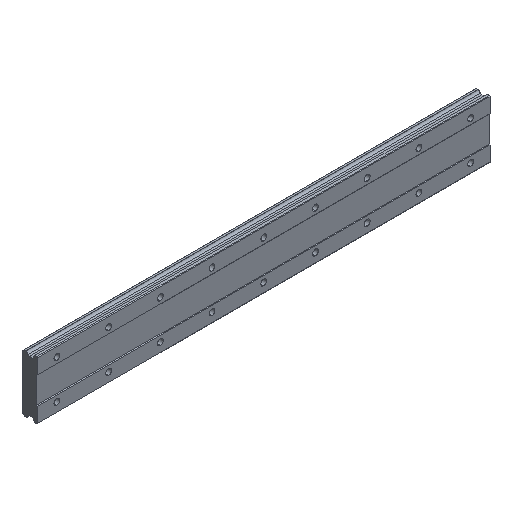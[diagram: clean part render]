
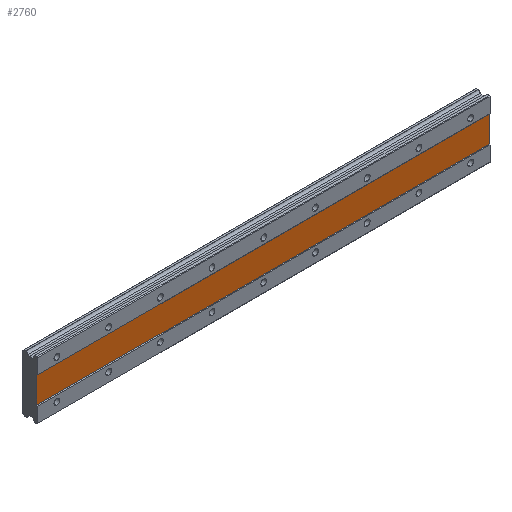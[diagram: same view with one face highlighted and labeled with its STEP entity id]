
A CAD part, isometric view. The second image highlights one B-rep face of the part: STEP entity #2760.
In plain terms, the highlighted planar face has unit normal (0, -1, 0).
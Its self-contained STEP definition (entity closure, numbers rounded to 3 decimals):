
#153 = ORIENTED_EDGE ( 'NONE', *, *, #3017, .T. ) ;
#176 = PLANE ( 'NONE',  #1679 ) ;
#182 = DIRECTION ( 'NONE',  ( 1., 0., 0. ) ) ;
#183 = LINE ( 'NONE', #2369, #1039 ) ;
#190 = ORIENTED_EDGE ( 'NONE', *, *, #359, .F. ) ;
#359 = EDGE_CURVE ( 'NONE', #3536, #3184, #1112, .T. ) ;
#469 = CARTESIAN_POINT ( 'NONE',  ( -30., 1., 20. ) ) ;
#499 = DIRECTION ( 'NONE',  ( 0., 1., 0. ) ) ;
#636 = ORIENTED_EDGE ( 'NONE', *, *, #988, .F. ) ;
#710 = ORIENTED_EDGE ( 'NONE', *, *, #2243, .F. ) ;
#768 = FACE_OUTER_BOUND ( 'NONE', #2555, .T. ) ;
#854 = DIRECTION ( 'NONE',  ( 0., 0., -1. ) ) ;
#983 = VECTOR ( 'NONE', #182, 1000. ) ;
#988 = EDGE_CURVE ( 'NONE', #1441, #3536, #183, .T. ) ;
#1039 = VECTOR ( 'NONE', #2285, 1000. ) ;
#1112 = LINE ( 'NONE', #2343, #2879 ) ;
#1389 = DIRECTION ( 'NONE',  ( 0., 0., 1. ) ) ;
#1441 = VERTEX_POINT ( 'NONE', #3228 ) ;
#1491 = LINE ( 'NONE', #3920, #3011 ) ;
#1662 = CARTESIAN_POINT ( 'NONE',  ( 670., 1., 20. ) ) ;
#1679 = AXIS2_PLACEMENT_3D ( 'NONE', #2019, #499, #1389 ) ;
#2019 = CARTESIAN_POINT ( 'NONE',  ( 670., 1., 20. ) ) ;
#2228 = CARTESIAN_POINT ( 'NONE',  ( 670., 1., -20. ) ) ;
#2243 = EDGE_CURVE ( 'NONE', #3665, #1441, #2917, .T. ) ;
#2285 = DIRECTION ( 'NONE',  ( 0., 0., -1. ) ) ;
#2343 = CARTESIAN_POINT ( 'NONE',  ( 670., 1., -20. ) ) ;
#2369 = CARTESIAN_POINT ( 'NONE',  ( 670., 1., 44.91 ) ) ;
#2555 = EDGE_LOOP ( 'NONE', ( #190, #636, #710, #153 ) ) ;
#2591 = CARTESIAN_POINT ( 'NONE',  ( -30., 1., -20. ) ) ;
#2760 = ADVANCED_FACE ( 'NONE', ( #768 ), #176, .F. ) ;
#2879 = VECTOR ( 'NONE', #3614, 1000. ) ;
#2917 = LINE ( 'NONE', #1662, #983 ) ;
#3011 = VECTOR ( 'NONE', #854, 1000. ) ;
#3017 = EDGE_CURVE ( 'NONE', #3665, #3184, #1491, .T. ) ;
#3184 = VERTEX_POINT ( 'NONE', #2591 ) ;
#3228 = CARTESIAN_POINT ( 'NONE',  ( 670., 1., 20. ) ) ;
#3536 = VERTEX_POINT ( 'NONE', #2228 ) ;
#3614 = DIRECTION ( 'NONE',  ( -1., 0., 0. ) ) ;
#3665 = VERTEX_POINT ( 'NONE', #469 ) ;
#3920 = CARTESIAN_POINT ( 'NONE',  ( -30., 1., 44.91 ) ) ;
